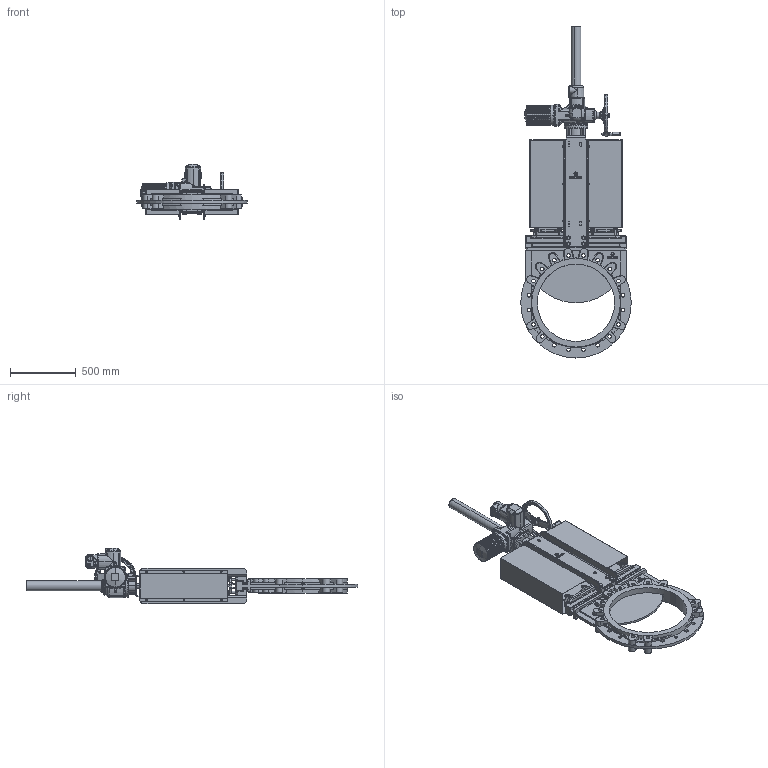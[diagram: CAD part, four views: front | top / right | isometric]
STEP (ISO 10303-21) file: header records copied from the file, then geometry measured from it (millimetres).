
FILE_DESCRIPTION (( 'STEP AP214' ), '1' );
FILE_NAME ('EB DN600_CAST IRON_ELECTRIC ACTUATOR.STEP', '2012-04-20T10:35:11', ( 'Usuario' ), ( '' ), 'SwSTEP 2.0', 'SolidWorks 2011', '' );
FILE_SCHEMA (( 'AUTOMOTIVE_DESIGN' ));
Length unit declared in the file: millimetre
Products named in the file (1): EB DN600_CAST IRON_ELECTRIC ACTUATOR
Bounding box: 840 x 2524 x 420.8 mm (x, y, z)
Surface area: 6337258.1 mm2 (no closed solid volume)
Topology: 0 solids, 141 shells, 2018 faces, 7412 edges, 5307 vertices
Faces by surface type: cylinder 646, plane 561, bspline 488, cone 220, torus 76, sphere 27
Entity records: 268681 total; most frequent: CARTESIAN_POINT 189232, ORIENTED_EDGE 11428, DIRECTION 10849, EDGE_CURVE 7380, VERTEX_POINT 5307, AXIS2_PLACEMENT_3D 3999, LINE 2851, VECTOR 2851
